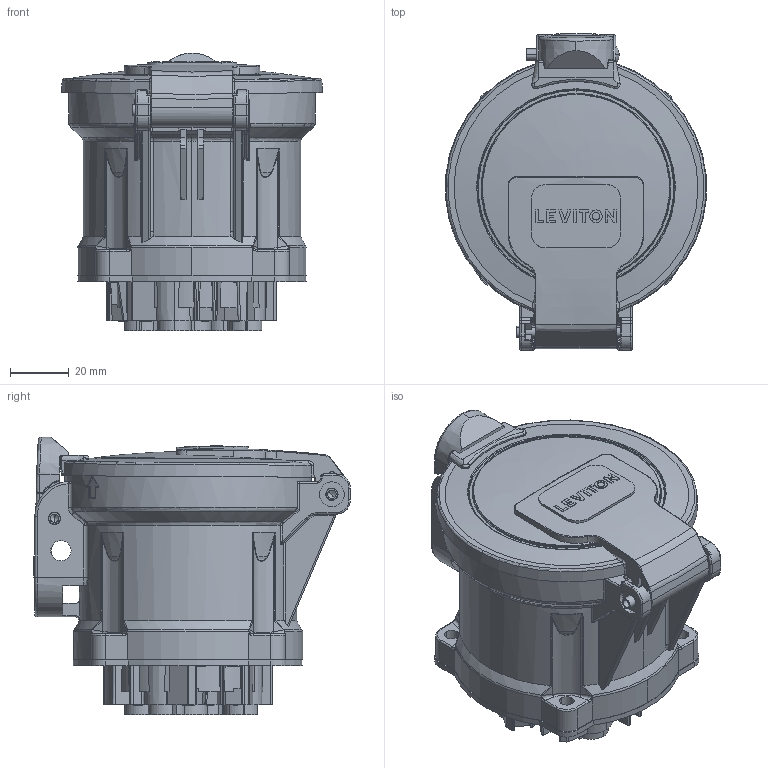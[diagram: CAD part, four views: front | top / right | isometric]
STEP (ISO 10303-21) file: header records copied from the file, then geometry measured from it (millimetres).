
FILE_DESCRIPTION (( 'STEP AP214' ), '1' );
FILE_NAME ('ORC6804-60R043.STEP', '2025-09-18T17:36:35', ( '' ), ( '' ), 'SwSTEP 2.0', 'SolidWorks 2024', '' );
FILE_SCHEMA (( 'AUTOMOTIVE_DESIGN' ));
Length unit declared in the file: inch
Products named in the file (1): ORC6804-60R043
Bounding box: 88.68 x 107.65 x 94.44 mm (x, y, z)
Volume: 393822.1 mm3; surface area: 99394 mm2
Topology: 6 solids, 16 shells, 1916 faces, 4916 edges, 3024 vertices
Faces by surface type: plane 641, cylinder 541, bspline 423, torus 149, cone 89, sphere 73
Entity records: 90185 total; most frequent: CARTESIAN_POINT 48064, ORIENTED_EDGE 9652, DIRECTION 7740, EDGE_CURVE 4826, AXIS2_PLACEMENT_3D 3017, VERTEX_POINT 3012, EDGE_LOOP 2028, ADVANCED_FACE 1916
